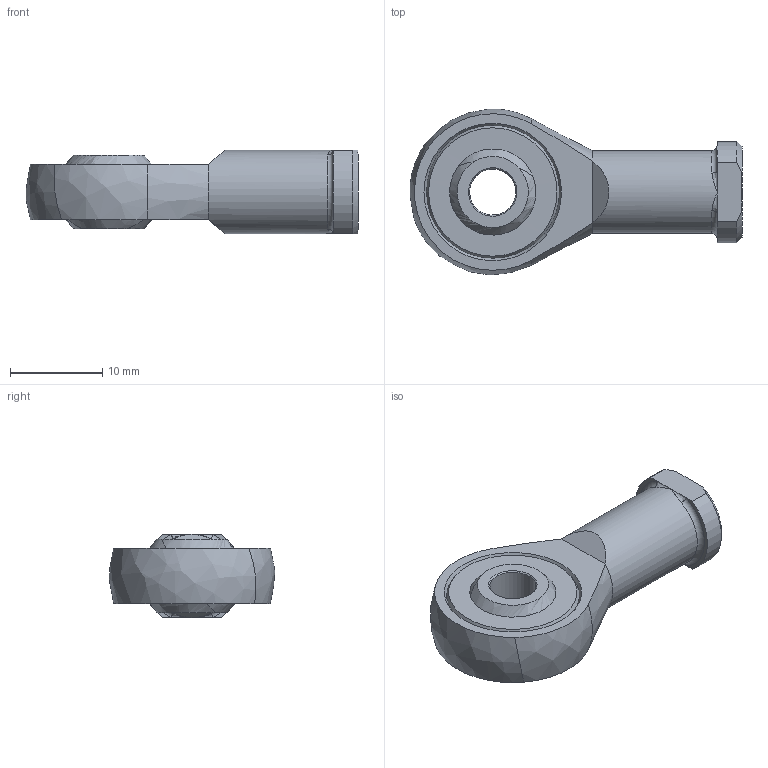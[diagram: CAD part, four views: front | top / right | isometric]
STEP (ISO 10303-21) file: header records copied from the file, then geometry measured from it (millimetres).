
FILE_DESCRIPTION( ( 'STEP AP214' ), '1' );
FILE_NAME( '3060_4084.stp', '2020-07-11T04:20:13', ( 'License CC BY-ND 4.0' ), ( 'CADENAS' ), ' ', 'PARTsolutions', ' ' );
FILE_SCHEMA( ( 'AUTOMOTIVE_DESIGN { 1 0 10303 214 1 1 1 1 }' ) );
Length unit declared in the file: millimetre
Products named in the file (3): 73785; Fillet3; Chamfer1
Assembly tree (2 placements, depth 2):
  73785
    Fillet3
    Chamfer1
Bounding box: 35.96 x 17.97 x 9 mm (x, y, z)
Volume: 2427.9 mm3; surface area: 2163.6 mm2
Topology: 2 solids, 2 shells, 48 faces, 112 edges, 68 vertices
Faces by surface type: plane 15, bspline 14, cone 12, cylinder 5, torus 2
Full cylindrical faces by diameter (mm): 4.134 x1, 5 x1, 9 x1
Entity records: 2429 total; most frequent: CARTESIAN_POINT 1082, ORIENTED_EDGE 184, DIRECTION 170, EDGE_CURVE 92, AXIS2_PLACEMENT_3D 77, EDGE_LOOP 67, VERTEX_POINT 64, FACE_OUTER_BOUND 51
